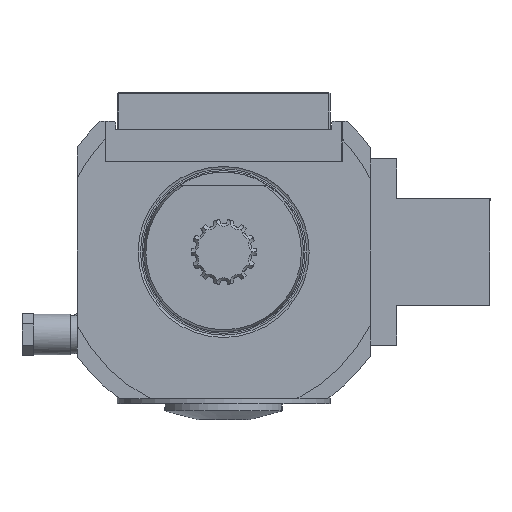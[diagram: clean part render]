
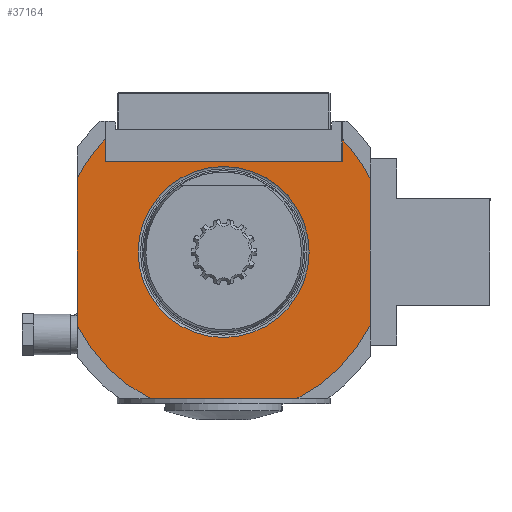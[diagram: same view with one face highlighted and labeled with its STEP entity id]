
A CAD part, front view. The second image highlights one B-rep face of the part: STEP entity #37164.
In plain terms, the highlighted planar face has unit normal (0, -1, 0).
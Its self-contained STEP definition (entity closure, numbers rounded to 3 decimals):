
#93 = CARTESIAN_POINT ( 'NONE',  ( 44.5, -1., 42.45 ) ) ;
#343 = EDGE_CURVE ( 'NONE', #15940, #8059, #27125, .T. ) ;
#505 = CARTESIAN_POINT ( 'NONE',  ( -44.5, -1., 0. ) ) ;
#847 = AXIS2_PLACEMENT_3D ( 'NONE', #10968, #8108, #22323 ) ;
#1121 = CARTESIAN_POINT ( 'NONE',  ( 55., -1., 27.518 ) ) ;
#1349 = DIRECTION ( 'NONE',  ( -1., 0., 0. ) ) ;
#1752 = EDGE_CURVE ( 'NONE', #3851, #15948, #24924, .T. ) ;
#2338 = PLANE ( 'NONE',  #847 ) ;
#2523 = FACE_BOUND ( 'NONE', #7997, .T. ) ;
#2591 = VECTOR ( 'NONE', #29549, 1000. ) ;
#2773 = DIRECTION ( 'NONE',  ( 1., 0., 0. ) ) ;
#2814 = CARTESIAN_POINT ( 'NONE',  ( 27.518, -1., -55. ) ) ;
#3198 = VECTOR ( 'NONE', #36068, 1000. ) ;
#3246 = DIRECTION ( 'NONE',  ( 1., 0., 0. ) ) ;
#3325 = LINE ( 'NONE', #9059, #18483 ) ;
#3352 = ORIENTED_EDGE ( 'NONE', *, *, #19182, .T. ) ;
#3851 = VERTEX_POINT ( 'NONE', #19094 ) ;
#3947 = VERTEX_POINT ( 'NONE', #5849 ) ;
#3956 = DIRECTION ( 'NONE',  ( -1., 0., 0. ) ) ;
#5154 = ORIENTED_EDGE ( 'NONE', *, *, #17792, .T. ) ;
#5364 = EDGE_LOOP ( 'NONE', ( #37479, #37969, #5154, #3352, #12970, #32506, #12515, #28497, #20394, #7531 ) ) ;
#5433 = DIRECTION ( 'NONE',  ( 0., 1., 0. ) ) ;
#5849 = CARTESIAN_POINT ( 'NONE',  ( -55., -1., -27.518 ) ) ;
#7430 = CIRCLE ( 'NONE', #12934, 61.5 ) ;
#7531 = ORIENTED_EDGE ( 'NONE', *, *, #11587, .F. ) ;
#7746 = LINE ( 'NONE', #19457, #28279 ) ;
#7856 = EDGE_CURVE ( 'NONE', #3851, #3947, #7746, .T. ) ;
#7997 = EDGE_LOOP ( 'NONE', ( #10551 ) ) ;
#8007 = EDGE_CURVE ( 'NONE', #36944, #15849, #7430, .T. ) ;
#8059 = VERTEX_POINT ( 'NONE', #18368 ) ;
#8108 = DIRECTION ( 'NONE',  ( 0., 1., 0. ) ) ;
#8363 = CIRCLE ( 'NONE', #13268, 61.5 ) ;
#8917 = CARTESIAN_POINT ( 'NONE',  ( 0., -1., 0. ) ) ;
#9059 = CARTESIAN_POINT ( 'NONE',  ( 44.5, -1., 0. ) ) ;
#10226 = EDGE_CURVE ( 'NONE', #36944, #34960, #3325, .T. ) ;
#10551 = ORIENTED_EDGE ( 'NONE', *, *, #24304, .F. ) ;
#10645 = VERTEX_POINT ( 'NONE', #23487 ) ;
#10968 = CARTESIAN_POINT ( 'NONE',  ( -32.15, -1., 0. ) ) ;
#11587 = EDGE_CURVE ( 'NONE', #15849, #10645, #15961, .T. ) ;
#12392 = LINE ( 'NONE', #505, #3198 ) ;
#12515 = ORIENTED_EDGE ( 'NONE', *, *, #15680, .F. ) ;
#12841 = CARTESIAN_POINT ( 'NONE',  ( 44.5, -1., 34. ) ) ;
#12934 = AXIS2_PLACEMENT_3D ( 'NONE', #31837, #22815, #3246 ) ;
#12970 = ORIENTED_EDGE ( 'NONE', *, *, #1752, .F. ) ;
#13268 = AXIS2_PLACEMENT_3D ( 'NONE', #8917, #26021, #2773 ) ;
#14431 = DIRECTION ( 'NONE',  ( 0., 0., -1. ) ) ;
#14954 = VECTOR ( 'NONE', #35258, 1000. ) ;
#15459 = CARTESIAN_POINT ( 'NONE',  ( -32.15, -1., 34. ) ) ;
#15680 = EDGE_CURVE ( 'NONE', #8059, #3947, #27867, .T. ) ;
#15849 = VERTEX_POINT ( 'NONE', #1121 ) ;
#15929 = CARTESIAN_POINT ( 'NONE',  ( 0., -1., -55. ) ) ;
#15940 = VERTEX_POINT ( 'NONE', #2814 ) ;
#15948 = VERTEX_POINT ( 'NONE', #38009 ) ;
#15961 = LINE ( 'NONE', #27526, #2591 ) ;
#16317 = VERTEX_POINT ( 'NONE', #23403 ) ;
#17382 = CARTESIAN_POINT ( 'NONE',  ( -32.095, -1., 0. ) ) ;
#17792 = EDGE_CURVE ( 'NONE', #34960, #16317, #21071, .T. ) ;
#18368 = CARTESIAN_POINT ( 'NONE',  ( -27.518, -1., -55. ) ) ;
#18483 = VECTOR ( 'NONE', #14431, 1000. ) ;
#19000 = DIRECTION ( 'NONE',  ( 0., -1., 0. ) ) ;
#19094 = CARTESIAN_POINT ( 'NONE',  ( -55., -1., 27.518 ) ) ;
#19182 = EDGE_CURVE ( 'NONE', #16317, #15948, #12392, .T. ) ;
#19457 = CARTESIAN_POINT ( 'NONE',  ( -55., -1., 0. ) ) ;
#20394 = ORIENTED_EDGE ( 'NONE', *, *, #21249, .F. ) ;
#20537 = VECTOR ( 'NONE', #3956, 1000. ) ;
#20612 = AXIS2_PLACEMENT_3D ( 'NONE', #36717, #33975, #30713 ) ;
#21071 = LINE ( 'NONE', #15459, #20537 ) ;
#21249 = EDGE_CURVE ( 'NONE', #10645, #15940, #8363, .T. ) ;
#22323 = DIRECTION ( 'NONE',  ( 1., 0., 0. ) ) ;
#22512 = FACE_OUTER_BOUND ( 'NONE', #5364, .T. ) ;
#22778 = CARTESIAN_POINT ( 'NONE',  ( 0., -1., 0. ) ) ;
#22815 = DIRECTION ( 'NONE',  ( 0., 1., 0. ) ) ;
#23267 = CARTESIAN_POINT ( 'NONE',  ( 0., -1., 0. ) ) ;
#23403 = CARTESIAN_POINT ( 'NONE',  ( -44.5, -1., 34. ) ) ;
#23487 = CARTESIAN_POINT ( 'NONE',  ( 55., -1., -27.518 ) ) ;
#24304 = EDGE_CURVE ( 'NONE', #25848, #25848, #24516, .T. ) ;
#24516 = CIRCLE ( 'NONE', #34334, 32.095 ) ;
#24924 = CIRCLE ( 'NONE', #20612, 61.5 ) ;
#25848 = VERTEX_POINT ( 'NONE', #17382 ) ;
#26021 = DIRECTION ( 'NONE',  ( 0., 1., 0. ) ) ;
#26026 = AXIS2_PLACEMENT_3D ( 'NONE', #23267, #5433, #29273 ) ;
#27125 = LINE ( 'NONE', #15929, #14954 ) ;
#27526 = CARTESIAN_POINT ( 'NONE',  ( 55., -1., 0. ) ) ;
#27867 = CIRCLE ( 'NONE', #26026, 61.5 ) ;
#28279 = VECTOR ( 'NONE', #31180, 1000. ) ;
#28497 = ORIENTED_EDGE ( 'NONE', *, *, #343, .F. ) ;
#29273 = DIRECTION ( 'NONE',  ( 1., 0., 0. ) ) ;
#29549 = DIRECTION ( 'NONE',  ( 0., 0., -1. ) ) ;
#30713 = DIRECTION ( 'NONE',  ( 1., 0., 0. ) ) ;
#31180 = DIRECTION ( 'NONE',  ( 0., 0., -1. ) ) ;
#31837 = CARTESIAN_POINT ( 'NONE',  ( 0., -1., 0. ) ) ;
#32506 = ORIENTED_EDGE ( 'NONE', *, *, #7856, .T. ) ;
#33975 = DIRECTION ( 'NONE',  ( 0., 1., 0. ) ) ;
#34334 = AXIS2_PLACEMENT_3D ( 'NONE', #22778, #19000, #1349 ) ;
#34960 = VERTEX_POINT ( 'NONE', #12841 ) ;
#35258 = DIRECTION ( 'NONE',  ( -1., 0., 0. ) ) ;
#36068 = DIRECTION ( 'NONE',  ( 0., 0., 1. ) ) ;
#36717 = CARTESIAN_POINT ( 'NONE',  ( 0., -1., 0. ) ) ;
#36944 = VERTEX_POINT ( 'NONE', #93 ) ;
#37164 = ADVANCED_FACE ( 'Defeature completata1_356', ( #22512, #2523 ), #2338, .F. ) ;
#37479 = ORIENTED_EDGE ( 'NONE', *, *, #8007, .F. ) ;
#37969 = ORIENTED_EDGE ( 'NONE', *, *, #10226, .T. ) ;
#38009 = CARTESIAN_POINT ( 'NONE',  ( -44.5, -1., 42.45 ) ) ;
